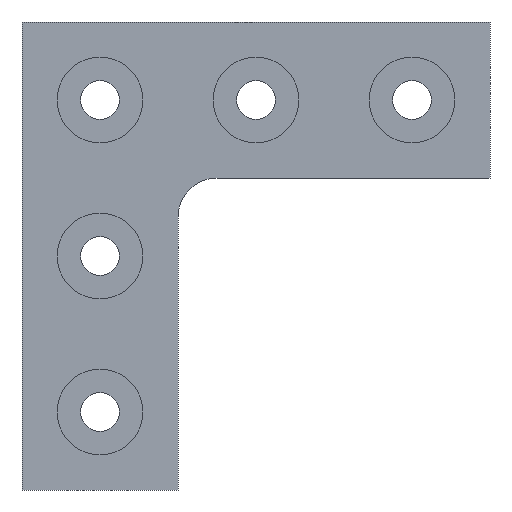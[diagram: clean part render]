
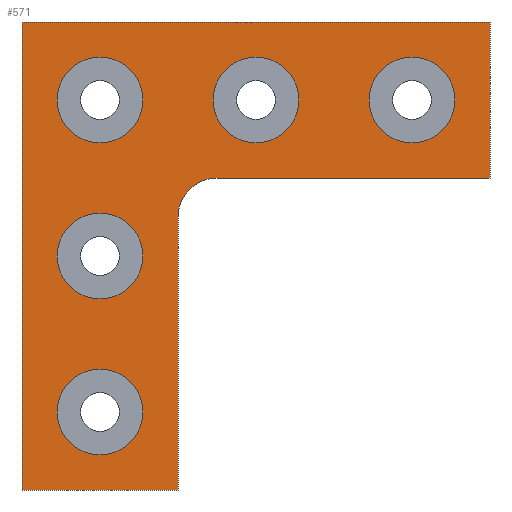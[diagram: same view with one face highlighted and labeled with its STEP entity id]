
A CAD part, front view. The second image highlights one B-rep face of the part: STEP entity #571.
In plain terms, the highlighted planar face has unit normal (0, -1, 0).
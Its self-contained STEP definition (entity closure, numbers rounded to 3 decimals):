
#1 = DIRECTION ( 'NONE',  ( 0., 0., -1. ) ) ;
#13 = ORIENTED_EDGE ( 'NONE', *, *, #854, .F. ) ;
#33 = CARTESIAN_POINT ( 'NONE',  ( 10., -2., -15.5 ) ) ;
#37 = CARTESIAN_POINT ( 'NONE',  ( 0., -2., 0. ) ) ;
#59 = EDGE_LOOP ( 'NONE', ( #394, #150 ) ) ;
#60 = CIRCLE ( 'NONE', #722, 5.5 ) ;
#67 = VERTEX_POINT ( 'NONE', #139 ) ;
#83 = VERTEX_POINT ( 'NONE', #556 ) ;
#87 = CARTESIAN_POINT ( 'NONE',  ( 25., -2., -25. ) ) ;
#90 = CARTESIAN_POINT ( 'NONE',  ( 20., -2., -60. ) ) ;
#99 = AXIS2_PLACEMENT_3D ( 'NONE', #660, #417, #160 ) ;
#100 = DIRECTION ( 'NONE',  ( -1., 0., 0. ) ) ;
#106 = CARTESIAN_POINT ( 'NONE',  ( 20., -2., -25. ) ) ;
#122 = EDGE_CURVE ( 'NONE', #580, #270, #831, .T. ) ;
#127 = AXIS2_PLACEMENT_3D ( 'NONE', #995, #497, #428 ) ;
#139 = CARTESIAN_POINT ( 'NONE',  ( 10., -2., -4.5 ) ) ;
#143 = CARTESIAN_POINT ( 'NONE',  ( 50., -2., -10. ) ) ;
#150 = ORIENTED_EDGE ( 'NONE', *, *, #255, .F. ) ;
#160 = DIRECTION ( 'NONE',  ( 0., 0., -1. ) ) ;
#171 = VERTEX_POINT ( 'NONE', #106 ) ;
#175 = DIRECTION ( 'NONE',  ( 0., 0., -1. ) ) ;
#180 = EDGE_LOOP ( 'NONE', ( #406, #184 ) ) ;
#184 = ORIENTED_EDGE ( 'NONE', *, *, #1039, .F. ) ;
#185 = VERTEX_POINT ( 'NONE', #669 ) ;
#189 = EDGE_LOOP ( 'NONE', ( #413, #1015 ) ) ;
#193 = CIRCLE ( 'NONE', #332, 5.5 ) ;
#208 = VERTEX_POINT ( 'NONE', #33 ) ;
#213 = ORIENTED_EDGE ( 'NONE', *, *, #957, .F. ) ;
#223 = EDGE_CURVE ( 'NONE', #310, #427, #1010, .T. ) ;
#226 = CARTESIAN_POINT ( 'NONE',  ( 0., -2., 0. ) ) ;
#233 = EDGE_CURVE ( 'NONE', #171, #185, #586, .T. ) ;
#238 = EDGE_CURVE ( 'NONE', #363, #464, #918, .T. ) ;
#239 = CARTESIAN_POINT ( 'NONE',  ( 10., -2., -10. ) ) ;
#244 = CIRCLE ( 'NONE', #709, 5.5 ) ;
#255 = EDGE_CURVE ( 'NONE', #67, #208, #1056, .T. ) ;
#260 = ORIENTED_EDGE ( 'NONE', *, *, #410, .F. ) ;
#265 = DIRECTION ( 'NONE',  ( 0., 1., 0. ) ) ;
#270 = VERTEX_POINT ( 'NONE', #323 ) ;
#282 = AXIS2_PLACEMENT_3D ( 'NONE', #630, #961, #381 ) ;
#285 = EDGE_LOOP ( 'NONE', ( #886, #632 ) ) ;
#294 = VECTOR ( 'NONE', #1048, 1000. ) ;
#299 = CIRCLE ( 'NONE', #604, 5.5 ) ;
#310 = VERTEX_POINT ( 'NONE', #90 ) ;
#323 = CARTESIAN_POINT ( 'NONE',  ( 50., -2., -4.5 ) ) ;
#327 = DIRECTION ( 'NONE',  ( 0., 0., -1. ) ) ;
#328 = VECTOR ( 'NONE', #594, 1000. ) ;
#332 = AXIS2_PLACEMENT_3D ( 'NONE', #626, #546, #371 ) ;
#346 = DIRECTION ( 'NONE',  ( 0., -1., 0. ) ) ;
#355 = DIRECTION ( 'NONE',  ( 1., 0., 0. ) ) ;
#358 = ORIENTED_EDGE ( 'NONE', *, *, #888, .F. ) ;
#363 = VERTEX_POINT ( 'NONE', #698 ) ;
#371 = DIRECTION ( 'NONE',  ( 0., 0., -1. ) ) ;
#381 = DIRECTION ( 'NONE',  ( 0., 0., -1. ) ) ;
#394 = ORIENTED_EDGE ( 'NONE', *, *, #766, .F. ) ;
#396 = PLANE ( 'NONE',  #760 ) ;
#397 = DIRECTION ( 'NONE',  ( 0., -1., 0. ) ) ;
#401 = CIRCLE ( 'NONE', #282, 5.5 ) ;
#406 = ORIENTED_EDGE ( 'NONE', *, *, #122, .F. ) ;
#408 = DIRECTION ( 'NONE',  ( 0., 0., -1. ) ) ;
#410 = EDGE_CURVE ( 'NONE', #83, #1046, #438, .T. ) ;
#413 = ORIENTED_EDGE ( 'NONE', *, *, #1022, .F. ) ;
#417 = DIRECTION ( 'NONE',  ( 0., -1., 0. ) ) ;
#418 = VECTOR ( 'NONE', #609, 1000. ) ;
#427 = VERTEX_POINT ( 'NONE', #725 ) ;
#428 = DIRECTION ( 'NONE',  ( 0., 0., -1. ) ) ;
#438 = LINE ( 'NONE', #37, #938 ) ;
#443 = VERTEX_POINT ( 'NONE', #629 ) ;
#452 = AXIS2_PLACEMENT_3D ( 'NONE', #736, #741, #911 ) ;
#462 = CARTESIAN_POINT ( 'NONE',  ( 10., -2., -30. ) ) ;
#464 = VERTEX_POINT ( 'NONE', #654 ) ;
#466 = CARTESIAN_POINT ( 'NONE',  ( 60., -2., -20. ) ) ;
#484 = DIRECTION ( 'NONE',  ( 0., -1., 0. ) ) ;
#493 = AXIS2_PLACEMENT_3D ( 'NONE', #143, #397, #633 ) ;
#497 = DIRECTION ( 'NONE',  ( 0., -1., 0. ) ) ;
#504 = CARTESIAN_POINT ( 'NONE',  ( 10., -2., -50. ) ) ;
#512 = VECTOR ( 'NONE', #327, 1000. ) ;
#513 = VERTEX_POINT ( 'NONE', #944 ) ;
#527 = LINE ( 'NONE', #687, #418 ) ;
#534 = EDGE_CURVE ( 'NONE', #1046, #443, #527, .T. ) ;
#541 = DIRECTION ( 'NONE',  ( 0., 0., -1. ) ) ;
#544 = ORIENTED_EDGE ( 'NONE', *, *, #233, .T. ) ;
#545 = FACE_BOUND ( 'NONE', #285, .T. ) ;
#546 = DIRECTION ( 'NONE',  ( 0., -1., 0. ) ) ;
#556 = CARTESIAN_POINT ( 'NONE',  ( 0., -2., 0. ) ) ;
#558 = ORIENTED_EDGE ( 'NONE', *, *, #223, .F. ) ;
#560 = FACE_BOUND ( 'NONE', #189, .T. ) ;
#562 = CARTESIAN_POINT ( 'NONE',  ( 20., -2., -60. ) ) ;
#570 = CARTESIAN_POINT ( 'NONE',  ( 60., -2., 0. ) ) ;
#571 = ADVANCED_FACE ( 'NONE', ( #560, #976, #807, #545, #707, #871 ), #396, .T. ) ;
#580 = VERTEX_POINT ( 'NONE', #645 ) ;
#586 = CIRCLE ( 'NONE', #1026, 5. ) ;
#592 = CARTESIAN_POINT ( 'NONE',  ( 10., -2., -24.5 ) ) ;
#593 = DIRECTION ( 'NONE',  ( 0., -1., 0. ) ) ;
#594 = DIRECTION ( 'NONE',  ( 0., 0., 1. ) ) ;
#595 = ORIENTED_EDGE ( 'NONE', *, *, #809, .F. ) ;
#604 = AXIS2_PLACEMENT_3D ( 'NONE', #239, #702, #541 ) ;
#607 = AXIS2_PLACEMENT_3D ( 'NONE', #504, #346, #175 ) ;
#609 = DIRECTION ( 'NONE',  ( 0., 0., -1. ) ) ;
#613 = EDGE_CURVE ( 'NONE', #427, #83, #822, .T. ) ;
#626 = CARTESIAN_POINT ( 'NONE',  ( 30., -2., -10. ) ) ;
#627 = VECTOR ( 'NONE', #100, 1000. ) ;
#629 = CARTESIAN_POINT ( 'NONE',  ( 60., -2., -20. ) ) ;
#630 = CARTESIAN_POINT ( 'NONE',  ( 10., -2., -30. ) ) ;
#632 = ORIENTED_EDGE ( 'NONE', *, *, #724, .F. ) ;
#633 = DIRECTION ( 'NONE',  ( 0., 0., -1. ) ) ;
#645 = CARTESIAN_POINT ( 'NONE',  ( 50., -2., -15.5 ) ) ;
#654 = CARTESIAN_POINT ( 'NONE',  ( 10., -2., -55.5 ) ) ;
#660 = CARTESIAN_POINT ( 'NONE',  ( 50., -2., -10. ) ) ;
#669 = CARTESIAN_POINT ( 'NONE',  ( 25., -2., -20. ) ) ;
#678 = EDGE_CURVE ( 'NONE', #870, #953, #193, .T. ) ;
#687 = CARTESIAN_POINT ( 'NONE',  ( 60., -2., 0. ) ) ;
#696 = EDGE_LOOP ( 'NONE', ( #849, #558, #213, #544, #13, #999, #260 ) ) ;
#698 = CARTESIAN_POINT ( 'NONE',  ( 10., -2., -44.5 ) ) ;
#702 = DIRECTION ( 'NONE',  ( 0., -1., 0. ) ) ;
#707 = FACE_BOUND ( 'NONE', #59, .T. ) ;
#709 = AXIS2_PLACEMENT_3D ( 'NONE', #1021, #593, #847 ) ;
#722 = AXIS2_PLACEMENT_3D ( 'NONE', #462, #484, #782 ) ;
#724 = EDGE_CURVE ( 'NONE', #953, #870, #244, .T. ) ;
#725 = CARTESIAN_POINT ( 'NONE',  ( 0., -2., -60. ) ) ;
#736 = CARTESIAN_POINT ( 'NONE',  ( 10., -2., -50. ) ) ;
#741 = DIRECTION ( 'NONE',  ( 0., -1., 0. ) ) ;
#742 = CARTESIAN_POINT ( 'NONE',  ( 30., -2., -4.5 ) ) ;
#744 = CIRCLE ( 'NONE', #607, 5.5 ) ;
#760 = AXIS2_PLACEMENT_3D ( 'NONE', #226, #874, #1 ) ;
#766 = EDGE_CURVE ( 'NONE', #208, #67, #299, .T. ) ;
#774 = CIRCLE ( 'NONE', #99, 5.5 ) ;
#782 = DIRECTION ( 'NONE',  ( 0., 0., -1. ) ) ;
#800 = CARTESIAN_POINT ( 'NONE',  ( 30., -2., -15.5 ) ) ;
#807 = FACE_BOUND ( 'NONE', #180, .T. ) ;
#809 = EDGE_CURVE ( 'NONE', #1037, #513, #60, .T. ) ;
#822 = LINE ( 'NONE', #915, #328 ) ;
#831 = CIRCLE ( 'NONE', #493, 5.5 ) ;
#847 = DIRECTION ( 'NONE',  ( 0., 0., -1. ) ) ;
#849 = ORIENTED_EDGE ( 'NONE', *, *, #613, .F. ) ;
#854 = EDGE_CURVE ( 'NONE', #443, #185, #873, .T. ) ;
#870 = VERTEX_POINT ( 'NONE', #800 ) ;
#871 = FACE_OUTER_BOUND ( 'NONE', #696, .T. ) ;
#873 = LINE ( 'NONE', #466, #294 ) ;
#874 = DIRECTION ( 'NONE',  ( 0., -1., 0. ) ) ;
#886 = ORIENTED_EDGE ( 'NONE', *, *, #678, .F. ) ;
#888 = EDGE_CURVE ( 'NONE', #513, #1037, #401, .T. ) ;
#911 = DIRECTION ( 'NONE',  ( 0., 0., -1. ) ) ;
#915 = CARTESIAN_POINT ( 'NONE',  ( 0., -2., 0. ) ) ;
#918 = CIRCLE ( 'NONE', #452, 5.5 ) ;
#929 = CARTESIAN_POINT ( 'NONE',  ( 0., -2., -60. ) ) ;
#938 = VECTOR ( 'NONE', #355, 1000. ) ;
#944 = CARTESIAN_POINT ( 'NONE',  ( 10., -2., -35.5 ) ) ;
#953 = VERTEX_POINT ( 'NONE', #742 ) ;
#957 = EDGE_CURVE ( 'NONE', #171, #310, #992, .T. ) ;
#961 = DIRECTION ( 'NONE',  ( 0., -1., 0. ) ) ;
#976 = FACE_BOUND ( 'NONE', #1006, .T. ) ;
#992 = LINE ( 'NONE', #562, #512 ) ;
#995 = CARTESIAN_POINT ( 'NONE',  ( 10., -2., -10. ) ) ;
#999 = ORIENTED_EDGE ( 'NONE', *, *, #534, .F. ) ;
#1006 = EDGE_LOOP ( 'NONE', ( #358, #595 ) ) ;
#1010 = LINE ( 'NONE', #929, #627 ) ;
#1015 = ORIENTED_EDGE ( 'NONE', *, *, #238, .F. ) ;
#1021 = CARTESIAN_POINT ( 'NONE',  ( 30., -2., -10. ) ) ;
#1022 = EDGE_CURVE ( 'NONE', #464, #363, #744, .T. ) ;
#1026 = AXIS2_PLACEMENT_3D ( 'NONE', #87, #265, #408 ) ;
#1037 = VERTEX_POINT ( 'NONE', #592 ) ;
#1039 = EDGE_CURVE ( 'NONE', #270, #580, #774, .T. ) ;
#1046 = VERTEX_POINT ( 'NONE', #570 ) ;
#1048 = DIRECTION ( 'NONE',  ( -1., 0., 0. ) ) ;
#1056 = CIRCLE ( 'NONE', #127, 5.5 ) ;
